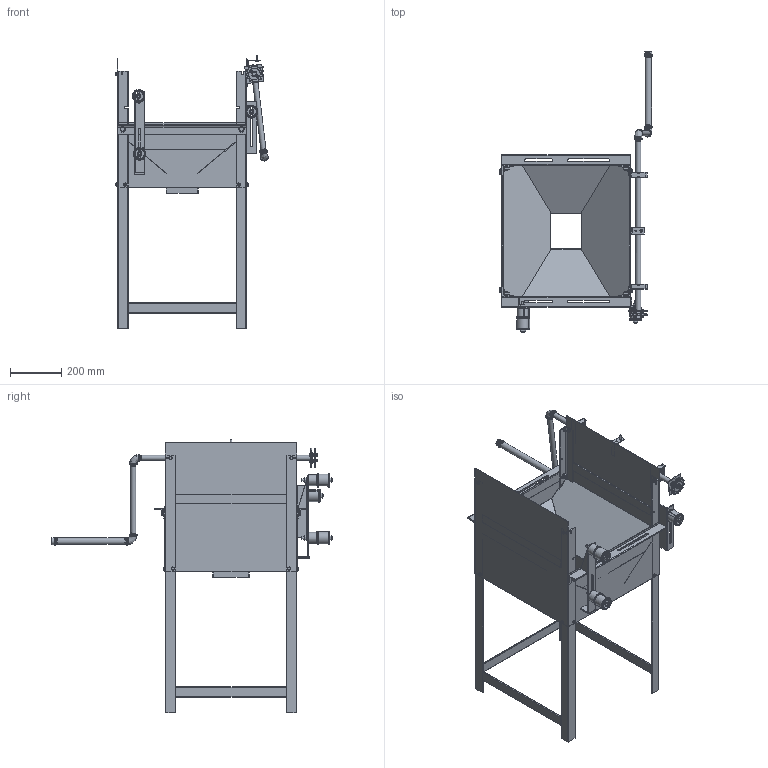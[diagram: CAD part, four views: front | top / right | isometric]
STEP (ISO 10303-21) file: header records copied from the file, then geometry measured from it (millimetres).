
FILE_DESCRIPTION(/* description */ ('CAx-IF Rec.Pracs.---Representation and Presentation of Product Manufacturing Information (PMI)---4.0---2014-10-13','CAx-IF Rec.Pracs.---3D Tessellated Geometry---0.4---2014-09-14','2;1'),/* implementation_level */ '2;1');
FILE_NAME(/* name */ 'A_Extended_Frame',/* time_stamp */ '2024-04-10T10:21:26+02:00',/* author */ ('Philippe COLBACH'),/* organization */ ('ETH Zurich'),/* preprocessor_version */ 'ST-DEVELOPER v18.1',/* originating_system */ 'SIEMENS PLM Software NX 1988',/* authorisation */ $);
FILE_SCHEMA (('AP242_MANAGED_MODEL_BASED_3D_ENGINEERING_MIM_LF { 1 0 10303 442 3 1 4 }'));
Products named in the file (96): A_Extended_Frame; Hex Nut, 1A, DIN,M10x1_5; Plain Washer, Normal, DIN,M10; Hex Head Screw, Grades A, B, DIN,M10x30; Hex Nut, 1A, DIN,M6x1; Plain Washer, Normal, DIN,M6; Hex Head Screw, Grades A, B, DIN,M6x16; A_Roller_Mounting_Platform_Rebuilt; M_Roller_Mounting_Platform_Slit_Insert; M_Roller_Mounting_Platform; A_Crank; M_Crank_Handle_Cap; M_Crank_Handle_Sleeve; M_Crank_Shaft; M_Sprocket_S_Plate_Crank; M_Crank_Arm_and_Handle; M_Crank_Connector; Hex Head Screw, Grades A, B, DIN,M6x25; Plain Washer, DIN 440,M6; M_Sprocket_S; M_Side_Panel_S_Bot; M_Side_Panel_L; A_Side_Panel_S_Bot_Drivetrain; M_Roller_Mounting_Platform_Mirror; A_Chain_Guide_S; M_Zip_Tie_Symbolic_Circular; M_Chain_Guide_Sleeve; M_Chain_Guide_Connector_S; M_Chain_Guide_Pipe_S; Stud, Form A, DIN,M10x1_5x90; A_Chain_Guide_L; M_Chain_Guide_Pipe_L; M_Chain_Guide_Connector_L; Stud, Form A, DIN,M10x1_5x120; M_Chain_Guide_Mounting_Bar; M_Chain_Guide_Mounting_Bar_Support_Bot; M_Chain_Guide_Mounting_Bar_Support_Top; M_Chain_Guide_Mounting_Corner_Profile; A_Crank_Side_Panel; Hex Head Screw, Grades A, B, DIN,M6x20 ...
Assembly tree (163 placements, depth 4):
  A_Extended_Frame
    Hex Nut, 1A, DIN,M10x1_5
    Hex Nut, 1A, DIN,M10x1_5
    Hex Nut, 1A, DIN,M10x1_5
    Hex Nut, 1A, DIN,M10x1_5
    Plain Washer, Normal, DIN,M10  x8
    Hex Head Screw, Grades A, B, DIN,M10x30
    Hex Head Screw, Grades A, B, DIN,M10x30
    Hex Head Screw, Grades A, B, DIN,M10x30
    Hex Head Screw, Grades A, B, DIN,M10x30
    Hex Nut, 1A, DIN,M6x1
    Hex Nut, 1A, DIN,M6x1
    Hex Nut, 1A, DIN,M6x1
    Hex Nut, 1A, DIN,M6x1
    Hex Nut, 1A, DIN,M6x1
    Hex Nut, 1A, DIN,M6x1
    Hex Nut, 1A, DIN,M6x1
    Hex Nut, 1A, DIN,M6x1
    Plain Washer, Normal, DIN,M6  x24
    Hex Head Screw, Grades A, B, DIN,M6x16
    Hex Head Screw, Grades A, B, DIN,M6x16
    Hex Head Screw, Grades A, B, DIN,M6x16
    Hex Head Screw, Grades A, B, DIN,M6x16
    Hex Head Screw, Grades A, B, DIN,M6x16
    Hex Head Screw, Grades A, B, DIN,M6x16
    Hex Head Screw, Grades A, B, DIN,M6x16
    Hex Head Screw, Grades A, B, DIN,M6x16
    A_Roller_Mounting_Platform_Rebuilt
      M_Roller_Mounting_Platform_Slit_Insert  x2
      M_Roller_Mounting_Platform
    A_Crank
      Hex Nut, 1A, DIN,M6x1
      Hex Nut, 1A, DIN,M6x1
      M_Crank_Handle_Cap
      M_Crank_Handle_Sleeve
      M_Crank_Shaft
      M_Sprocket_S_Plate_Crank
      M_Crank_Arm_and_Handle  x2
      M_Crank_Connector  x2
      Hex Head Screw, Grades A, B, DIN,M6x25
      Hex Head Screw, Grades A, B, DIN,M6x25
      Plain Washer, DIN 440,M6  x2
      Hex Nut, 1A, DIN,M6x1
      Hex Nut, 1A, DIN,M6x1
      M_Sprocket_S
    M_Side_Panel_S_Bot
    M_Side_Panel_L
    A_Side_Panel_S_Bot_Drivetrain
      Plain Washer, Normal, DIN,M10  x3
      Hex Nut, 1A, DIN,M10x1_5
      Hex Nut, 1A, DIN,M10x1_5
      Hex Nut, 1A, DIN,M10x1_5
      Hex Nut, 1A, DIN,M10x1_5
      Hex Nut, 1A, DIN,M10x1_5
      Hex Nut, 1A, DIN,M10x1_5
      M_Roller_Mounting_Platform_Mirror
      A_Chain_Guide_S
        M_Zip_Tie_Symbolic_Circular  x2
        M_Chain_Guide_Sleeve
        M_Chain_Guide_Connector_S  x2
Bounding box: 592.23 x 1095.2 x 1062 mm (x, y, z)
Volume: 5264375 mm3; surface area: 3787605.7 mm2
Topology: 189 solids, 189 shells, 2473 faces, 5663 edges, 3533 vertices
Faces by surface type: plane 1089, cylinder 674, cone 509, torus 111, sphere 52, bspline 38
Full cylindrical faces by diameter (mm): 5 x2, 5.188 x16, 6 x21, 6.6 x26, 8.782 x10, 8.88 x15, 9.732 x3, 10 x4, 11 x11, 12 x24, 14.63 x4, 15 x3, 18 x25, 20 x51, 22 x3, 25 x1, 27.5 x1, 28.52 x8, 30 x5, 30.667 x4, 36.5 x3, 41.333 x4, 43 x3, 43.48 x8, 45.5 x1, 46.5 x6, 52 x2
Entity records: 71129 total; most frequent: CARTESIAN_POINT 21873, DIRECTION 10692, ORIENTED_EDGE 7044, AXIS2_PLACEMENT_3D 4697, EDGE_CURVE 3522, VERTEX_POINT 2323, FACE_BOUND 2067, EDGE_LOOP 2053
